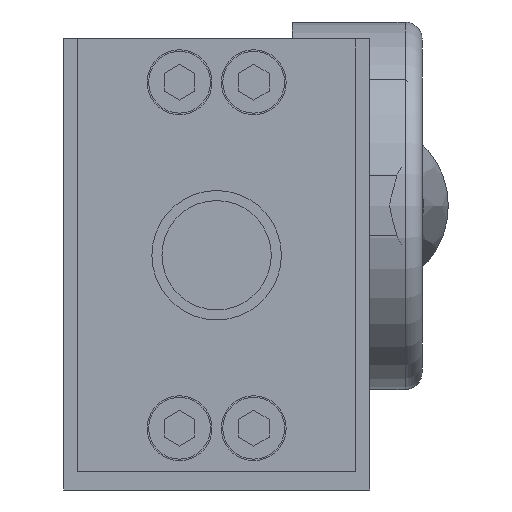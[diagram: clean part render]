
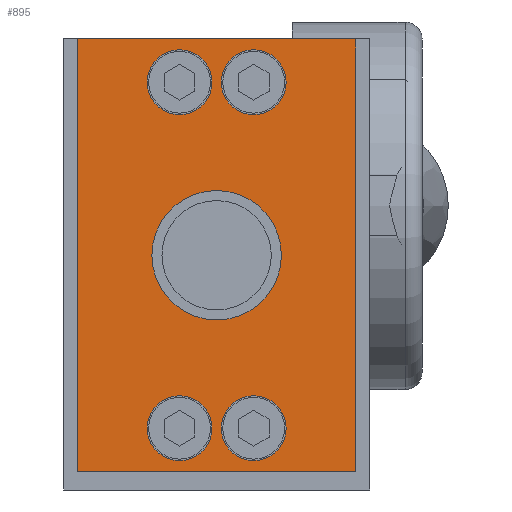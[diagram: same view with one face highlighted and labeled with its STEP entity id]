
A CAD part, front view. The second image highlights one B-rep face of the part: STEP entity #895.
In plain terms, the highlighted face is planar.
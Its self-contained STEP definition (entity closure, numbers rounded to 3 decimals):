
#895 = ADVANCED_FACE( '', ( #1783, #1784, #1785, #1786, #1787, #1788 ), #1789, .T. );
#1783 = FACE_BOUND( '', #2754, .T. );
#1784 = FACE_BOUND( '', #2755, .T. );
#1785 = FACE_BOUND( '', #2756, .T. );
#1786 = FACE_BOUND( '', #2757, .T. );
#1787 = FACE_BOUND( '', #2758, .T. );
#1788 = FACE_OUTER_BOUND( '', #2759, .T. );
#1789 = PLANE( '', #2760 );
#2754 = EDGE_LOOP( '', ( #4428 ) );
#2755 = EDGE_LOOP( '', ( #4429 ) );
#2756 = EDGE_LOOP( '', ( #4430 ) );
#2757 = EDGE_LOOP( '', ( #4431 ) );
#2758 = EDGE_LOOP( '', ( #4432 ) );
#2759 = EDGE_LOOP( '', ( #4433, #4434, #4435, #4436 ) );
#2760 = AXIS2_PLACEMENT_3D( '', #4437, #4438, #4439 );
#4428 = ORIENTED_EDGE( '', *, *, #5278, .F. );
#4429 = ORIENTED_EDGE( '', *, *, #5383, .F. );
#4430 = ORIENTED_EDGE( '', *, *, #4857, .F. );
#4431 = ORIENTED_EDGE( '', *, *, #5047, .F. );
#4432 = ORIENTED_EDGE( '', *, *, #5384, .F. );
#4433 = ORIENTED_EDGE( '', *, *, #5099, .T. );
#4434 = ORIENTED_EDGE( '', *, *, #5059, .T. );
#4435 = ORIENTED_EDGE( '', *, *, #5090, .T. );
#4436 = ORIENTED_EDGE( '', *, *, #5303, .T. );
#4437 = CARTESIAN_POINT( '', ( 0., 16., 0. ) );
#4438 = DIRECTION( '', ( 0., 1., 0. ) );
#4439 = DIRECTION( '', ( 0., 0., 1. ) );
#4857 = EDGE_CURVE( '', #5574, #5574, #5575, .T. );
#5047 = EDGE_CURVE( '', #5889, #5889, #5890, .T. );
#5059 = EDGE_CURVE( '', #5909, #5907, #5910, .T. );
#5090 = EDGE_CURVE( '', #5907, #5953, #5955, .T. );
#5099 = EDGE_CURVE( '', #5968, #5909, #5969, .T. );
#5278 = EDGE_CURVE( '', #6232, #6232, #6233, .T. );
#5303 = EDGE_CURVE( '', #5953, #5968, #6264, .T. );
#5383 = EDGE_CURVE( '', #6362, #6362, #6363, .T. );
#5384 = EDGE_CURVE( '', #6364, #6364, #6365, .T. );
#5574 = VERTEX_POINT( '', #6722 );
#5575 = CIRCLE( '', #6723, 5.25 );
#5889 = VERTEX_POINT( '', #7612 );
#5890 = CIRCLE( '', #7613, 5.25 );
#5907 = VERTEX_POINT( '', #7645 );
#5909 = VERTEX_POINT( '', #7648 );
#5910 = LINE( '', #7649, #7650 );
#5953 = VERTEX_POINT( '', #7701 );
#5955 = LINE( '', #7704, #7705 );
#5968 = VERTEX_POINT( '', #7722 );
#5969 = LINE( '', #7723, #7724 );
#6232 = VERTEX_POINT( '', #8144 );
#6233 = CIRCLE( '', #8145, 5.25 );
#6264 = LINE( '', #8223, #8224 );
#6362 = VERTEX_POINT( '', #8481 );
#6363 = CIRCLE( '', #8482, 5.25 );
#6364 = VERTEX_POINT( '', #8483 );
#6365 = CIRCLE( '', #8484, 10.48 );
#6722 = CARTESIAN_POINT( '', ( 33.25, 16., -6. ) );
#6723 = AXIS2_PLACEMENT_3D( '', #8706, #8707, #8708 );
#7612 = CARTESIAN_POINT( '', ( -22.75, 16., -6. ) );
#7613 = AXIS2_PLACEMENT_3D( '', #8977, #8978, #8979 );
#7645 = CARTESIAN_POINT( '', ( 35., 16., 22.5 ) );
#7648 = CARTESIAN_POINT( '', ( -35., 16., 22.5 ) );
#7649 = CARTESIAN_POINT( '', ( -35., 16., 22.5 ) );
#7650 = VECTOR( '', #8990, 1000. );
#7701 = CARTESIAN_POINT( '', ( 35., 16., -22.5 ) );
#7704 = CARTESIAN_POINT( '', ( 35., 16., 22.5 ) );
#7705 = VECTOR( '', #9030, 1000. );
#7722 = CARTESIAN_POINT( '', ( -35., 16., -22.5 ) );
#7723 = CARTESIAN_POINT( '', ( -35., 16., -22.5 ) );
#7724 = VECTOR( '', #9038, 1000. );
#8144 = CARTESIAN_POINT( '', ( 33.25, 16., 6. ) );
#8145 = AXIS2_PLACEMENT_3D( '', #9291, #9292, #9293 );
#8223 = CARTESIAN_POINT( '', ( 35., 16., -22.5 ) );
#8224 = VECTOR( '', #9314, 1000. );
#8481 = CARTESIAN_POINT( '', ( -22.75, 16., 6. ) );
#8482 = AXIS2_PLACEMENT_3D( '', #9401, #9402, #9403 );
#8483 = CARTESIAN_POINT( '', ( 10.48, 16., 0. ) );
#8484 = AXIS2_PLACEMENT_3D( '', #9404, #9405, #9406 );
#8706 = CARTESIAN_POINT( '', ( 28., 16., -6. ) );
#8707 = DIRECTION( '', ( 0., 1., 0. ) );
#8708 = DIRECTION( '', ( 1., 0., 0. ) );
#8977 = CARTESIAN_POINT( '', ( -28., 16., -6. ) );
#8978 = DIRECTION( '', ( 0., 1., 0. ) );
#8979 = DIRECTION( '', ( 1., 0., 0. ) );
#8990 = DIRECTION( '', ( 1., 0., 0. ) );
#9030 = DIRECTION( '', ( 0., 0., -1. ) );
#9038 = DIRECTION( '', ( 0., 0., 1. ) );
#9291 = CARTESIAN_POINT( '', ( 28., 16., 6. ) );
#9292 = DIRECTION( '', ( 0., 1., 0. ) );
#9293 = DIRECTION( '', ( 1., 0., 0. ) );
#9314 = DIRECTION( '', ( -1., 0., 0. ) );
#9401 = CARTESIAN_POINT( '', ( -28., 16., 6. ) );
#9402 = DIRECTION( '', ( 0., 1., 0. ) );
#9403 = DIRECTION( '', ( 1., 0., 0. ) );
#9404 = CARTESIAN_POINT( '', ( 0., 16., 0. ) );
#9405 = DIRECTION( '', ( 0., 1., 0. ) );
#9406 = DIRECTION( '', ( 1., 0., 0. ) );
